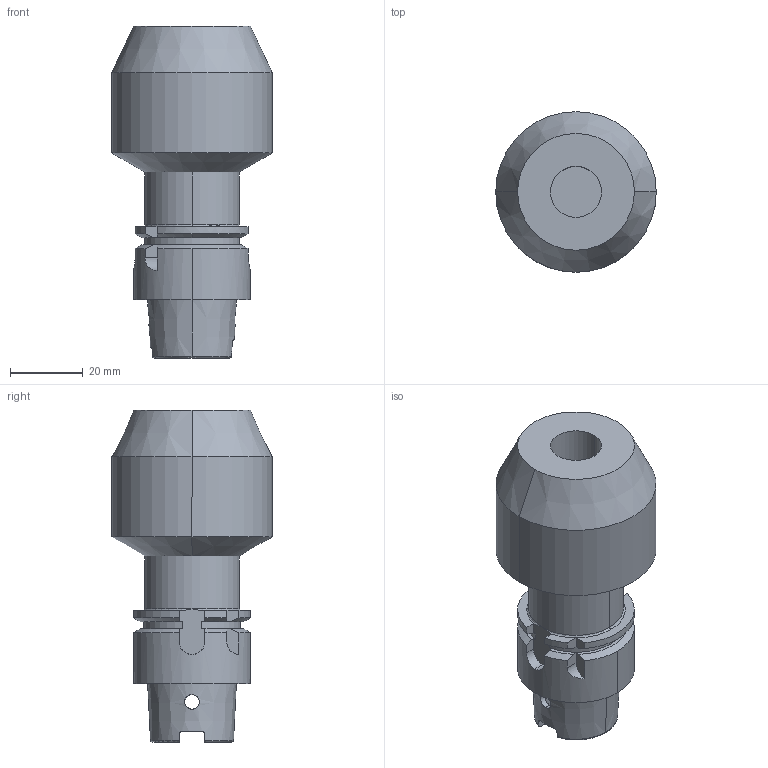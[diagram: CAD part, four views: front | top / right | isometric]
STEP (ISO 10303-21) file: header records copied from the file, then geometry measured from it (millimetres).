
FILE_DESCRIPTION (( 'STEP AP203' ), '1' );
FILE_NAME ('STP-SAKEM-70.653.14.075.STEP', '2021-03-18T07:35:43', ( '' ), ( '' ), 'SwSTEP 2.0', 'SolidWorks 2017', '' );
FILE_SCHEMA (( 'CONFIG_CONTROL_DESIGN' ));
Length unit declared in the file: millimetre
Products named in the file (1): STP-SAKEM-70.653.14.075
Bounding box: 44 x 44 x 91 mm (x, y, z)
Volume: 69338.2 mm3; surface area: 15925.4 mm2
Topology: 1 solids, 1 shells, 100 faces, 269 edges, 172 vertices
Faces by surface type: cylinder 35, plane 34, cone 21, torus 10
Entity records: 3616 total; most frequent: CARTESIAN_POINT 1046, ORIENTED_EDGE 538, DIRECTION 517, EDGE_CURVE 269, AXIS2_PLACEMENT_3D 203, VERTEX_POINT 172, LINE 111, VECTOR 111
